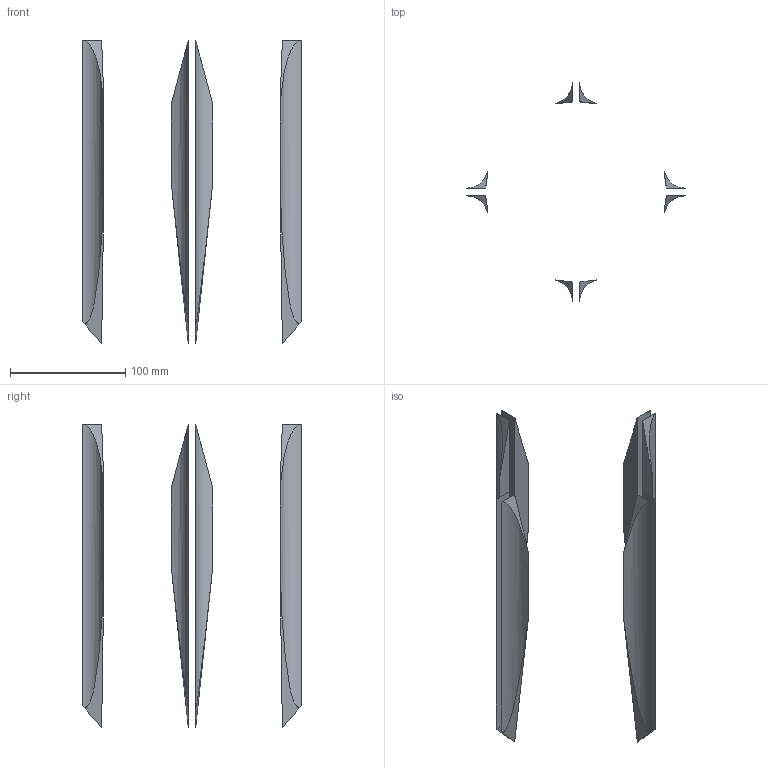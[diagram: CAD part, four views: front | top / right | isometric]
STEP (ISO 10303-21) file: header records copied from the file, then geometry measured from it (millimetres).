
FILE_DESCRIPTION (( 'STEP AP203' ), '1' );
FILE_NAME ('finCan_epoxyFillets.STEP', '2024-12-04T20:25:17', ( '' ), ( '' ), 'SwSTEP 2.0', 'SolidWorks 2024', '' );
FILE_SCHEMA (( 'CONFIG_CONTROL_DESIGN' ));
Length unit declared in the file: inch
Products named in the file (1): finCan_epoxyFillets
Bounding box: 189.68 x 189.68 x 262.65 mm (x, y, z)
Volume: 88917 mm3; surface area: 97034.8 mm2
Topology: 8 solids, 8 shells, 40 faces, 72 edges, 48 vertices
Faces by surface type: plane 24, cylinder 16
Entity records: 1021 total; most frequent: CARTESIAN_POINT 257, ORIENTED_EDGE 144, DIRECTION 122, EDGE_CURVE 72, VERTEX_POINT 48, AXIS2_PLACEMENT_3D 41, VECTOR 40, EDGE_LOOP 40
